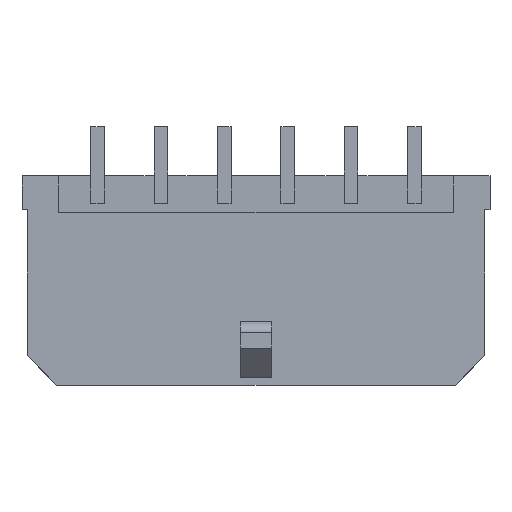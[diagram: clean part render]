
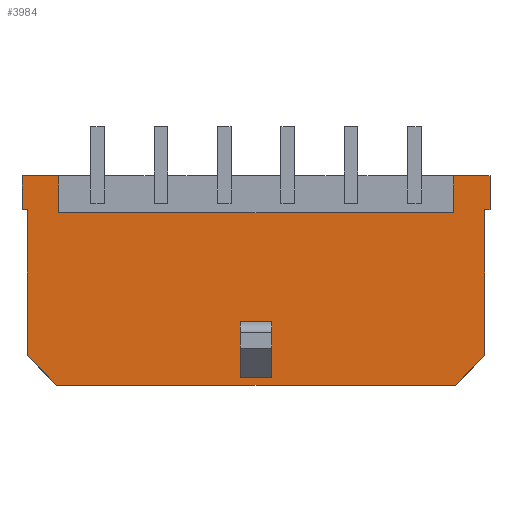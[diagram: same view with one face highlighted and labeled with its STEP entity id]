
A CAD part, top view. The second image highlights one B-rep face of the part: STEP entity #3984.
In plain terms, the highlighted planar face has unit normal (0, 0, 1).
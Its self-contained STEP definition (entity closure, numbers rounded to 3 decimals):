
#2771=CARTESIAN_POINT('',(-10.825,-9.02,7.37));
#2772=VERTEX_POINT('',#2771);
#2779=CARTESIAN_POINT('',(-10.825,-2.11,7.37));
#2780=VERTEX_POINT('',#2779);
#2781=CARTESIAN_POINT('',(-10.825,-2.11,7.37));
#2782=DIRECTION('',(0.0,-1.0,0.0));
#2783=VECTOR('',#2782,6.91);
#2784=LINE('',#2781,#2783);
#2785=EDGE_CURVE('',#2780,#2772,#2784,.T.);
#3562=CARTESIAN_POINT('',(10.825,-2.11,7.37));
#3563=VERTEX_POINT('',#3562);
#3570=CARTESIAN_POINT('',(10.825,-9.02,7.37));
#3571=VERTEX_POINT('',#3570);
#3572=CARTESIAN_POINT('',(10.825,-2.11,7.37));
#3573=DIRECTION('',(0.0,-1.0,0.0));
#3574=VECTOR('',#3573,6.91);
#3575=LINE('',#3572,#3574);
#3576=EDGE_CURVE('',#3563,#3571,#3575,.T.);
#3720=CARTESIAN_POINT('',(9.425,-10.42,7.37));
#3721=VERTEX_POINT('',#3720);
#3722=CARTESIAN_POINT('',(10.825,-9.02,7.37));
#3723=DIRECTION('',(-0.707,-0.707,0.0));
#3724=VECTOR('',#3723,1.98);
#3725=LINE('',#3722,#3724);
#3726=EDGE_CURVE('',#3571,#3721,#3725,.T.);
#3812=CARTESIAN_POINT('',(-9.425,-10.42,7.37));
#3813=VERTEX_POINT('',#3812);
#3820=CARTESIAN_POINT('',(-9.425,-10.42,7.37));
#3821=DIRECTION('',(-0.707,0.707,0.0));
#3822=VECTOR('',#3821,1.98);
#3823=LINE('',#3820,#3822);
#3824=EDGE_CURVE('',#3813,#2772,#3823,.T.);
#3863=CARTESIAN_POINT('',(-12.183,-0.015,7.37));
#3864=DIRECTION('',(0.0,0.0,1.0));
#3865=DIRECTION('',(0.0,-1.0,0.0));
#3866=AXIS2_PLACEMENT_3D('',#3863,#3864,#3865);
#3867=PLANE('',#3866);
#3868=CARTESIAN_POINT('',(-9.325,-0.51,7.37));
#3869=VERTEX_POINT('',#3868);
#3870=CARTESIAN_POINT('',(-11.075,-0.51,7.37));
#3871=VERTEX_POINT('',#3870);
#3872=CARTESIAN_POINT('',(-9.325,-0.51,7.37));
#3873=DIRECTION('',(-1.0,0.0,0.0));
#3874=VECTOR('',#3873,1.75);
#3875=LINE('',#3872,#3874);
#3876=EDGE_CURVE('',#3869,#3871,#3875,.T.);
#3877=ORIENTED_EDGE('',*,*,#3876,.T.);
#3878=CARTESIAN_POINT('',(-11.075,-2.11,7.37));
#3879=VERTEX_POINT('',#3878);
#3880=CARTESIAN_POINT('',(-11.075,-0.51,7.37));
#3881=DIRECTION('',(0.0,-1.0,0.0));
#3882=VECTOR('',#3881,1.6);
#3883=LINE('',#3880,#3882);
#3884=EDGE_CURVE('',#3871,#3879,#3883,.T.);
#3885=ORIENTED_EDGE('',*,*,#3884,.T.);
#3886=CARTESIAN_POINT('',(-11.075,-2.11,7.37));
#3887=DIRECTION('',(1.0,0.0,0.0));
#3888=VECTOR('',#3887,0.25);
#3889=LINE('',#3886,#3888);
#3890=EDGE_CURVE('',#3879,#2780,#3889,.T.);
#3891=ORIENTED_EDGE('',*,*,#3890,.T.);
#3892=ORIENTED_EDGE('',*,*,#2785,.T.);
#3893=ORIENTED_EDGE('',*,*,#3824,.F.);
#3894=CARTESIAN_POINT('',(-9.425,-10.42,7.37));
#3895=DIRECTION('',(1.0,0.0,0.0));
#3896=VECTOR('',#3895,18.85);
#3897=LINE('',#3894,#3896);
#3898=EDGE_CURVE('',#3813,#3721,#3897,.T.);
#3899=ORIENTED_EDGE('',*,*,#3898,.T.);
#3900=ORIENTED_EDGE('',*,*,#3726,.F.);
#3901=ORIENTED_EDGE('',*,*,#3576,.F.);
#3902=CARTESIAN_POINT('',(11.075,-2.11,7.37));
#3903=VERTEX_POINT('',#3902);
#3904=CARTESIAN_POINT('',(10.825,-2.11,7.37));
#3905=DIRECTION('',(1.0,0.0,0.0));
#3906=VECTOR('',#3905,0.25);
#3907=LINE('',#3904,#3906);
#3908=EDGE_CURVE('',#3563,#3903,#3907,.T.);
#3909=ORIENTED_EDGE('',*,*,#3908,.T.);
#3910=CARTESIAN_POINT('',(11.075,-0.51,7.37));
#3911=VERTEX_POINT('',#3910);
#3912=CARTESIAN_POINT('',(11.075,-2.11,7.37));
#3913=DIRECTION('',(0.0,1.0,0.0));
#3914=VECTOR('',#3913,1.6);
#3915=LINE('',#3912,#3914);
#3916=EDGE_CURVE('',#3903,#3911,#3915,.T.);
#3917=ORIENTED_EDGE('',*,*,#3916,.T.);
#3918=CARTESIAN_POINT('',(9.325,-0.51,7.37));
#3919=VERTEX_POINT('',#3918);
#3920=CARTESIAN_POINT('',(11.075,-0.51,7.37));
#3921=DIRECTION('',(-1.0,0.0,0.0));
#3922=VECTOR('',#3921,1.75);
#3923=LINE('',#3920,#3922);
#3924=EDGE_CURVE('',#3911,#3919,#3923,.T.);
#3925=ORIENTED_EDGE('',*,*,#3924,.T.);
#3926=CARTESIAN_POINT('',(9.325,-2.26,7.37));
#3927=VERTEX_POINT('',#3926);
#3928=CARTESIAN_POINT('',(9.325,-0.51,7.37));
#3929=DIRECTION('',(0.0,-1.0,0.0));
#3930=VECTOR('',#3929,1.75);
#3931=LINE('',#3928,#3930);
#3932=EDGE_CURVE('',#3919,#3927,#3931,.T.);
#3933=ORIENTED_EDGE('',*,*,#3932,.T.);
#3934=CARTESIAN_POINT('',(-9.325,-2.26,7.37));
#3935=VERTEX_POINT('',#3934);
#3936=CARTESIAN_POINT('',(-9.325,-2.26,7.37));
#3937=DIRECTION('',(1.0,0.0,0.0));
#3938=VECTOR('',#3937,18.65);
#3939=LINE('',#3936,#3938);
#3940=EDGE_CURVE('',#3935,#3927,#3939,.T.);
#3941=ORIENTED_EDGE('',*,*,#3940,.F.);
#3942=CARTESIAN_POINT('',(-9.325,-0.51,7.37));
#3943=DIRECTION('',(0.0,-1.0,0.0));
#3944=VECTOR('',#3943,1.75);
#3945=LINE('',#3942,#3944);
#3946=EDGE_CURVE('',#3869,#3935,#3945,.T.);
#3947=ORIENTED_EDGE('',*,*,#3946,.F.);
#3948=EDGE_LOOP('',(#3877,#3885,#3891,#3892,#3893,#3899,#3900,#3901,#3909,#3917,#3925,#3933,#3941,#3947));
#3949=FACE_OUTER_BOUND('',#3948,.T.);
#3950=CARTESIAN_POINT('',(-0.75,-7.42,7.37));
#3951=VERTEX_POINT('',#3950);
#3952=CARTESIAN_POINT('',(0.75,-7.42,7.37));
#3953=VERTEX_POINT('',#3952);
#3954=CARTESIAN_POINT('',(-0.75,-7.42,7.37));
#3955=DIRECTION('',(1.0,0.0,0.0));
#3956=VECTOR('',#3955,1.5);
#3957=LINE('',#3954,#3956);
#3958=EDGE_CURVE('',#3951,#3953,#3957,.T.);
#3959=ORIENTED_EDGE('',*,*,#3958,.T.);
#3960=CARTESIAN_POINT('',(0.75,-10.07,7.37));
#3961=VERTEX_POINT('',#3960);
#3962=CARTESIAN_POINT('',(0.75,-10.07,7.37));
#3963=DIRECTION('',(0.0,1.0,0.0));
#3964=VECTOR('',#3963,2.65);
#3965=LINE('',#3962,#3964);
#3966=EDGE_CURVE('',#3961,#3953,#3965,.T.);
#3967=ORIENTED_EDGE('',*,*,#3966,.F.);
#3968=CARTESIAN_POINT('',(-0.75,-10.07,7.37));
#3969=VERTEX_POINT('',#3968);
#3970=CARTESIAN_POINT('',(-0.75,-10.07,7.37));
#3971=DIRECTION('',(1.0,0.0,0.0));
#3972=VECTOR('',#3971,1.5);
#3973=LINE('',#3970,#3972);
#3974=EDGE_CURVE('',#3969,#3961,#3973,.T.);
#3975=ORIENTED_EDGE('',*,*,#3974,.F.);
#3976=CARTESIAN_POINT('',(-0.75,-10.07,7.37));
#3977=DIRECTION('',(0.0,1.0,0.0));
#3978=VECTOR('',#3977,2.65);
#3979=LINE('',#3976,#3978);
#3980=EDGE_CURVE('',#3969,#3951,#3979,.T.);
#3981=ORIENTED_EDGE('',*,*,#3980,.T.);
#3982=EDGE_LOOP('',(#3959,#3967,#3975,#3981));
#3983=FACE_BOUND('',#3982,.T.);
#3984=ADVANCED_FACE('',(#3949,#3983),#3867,.T.);
